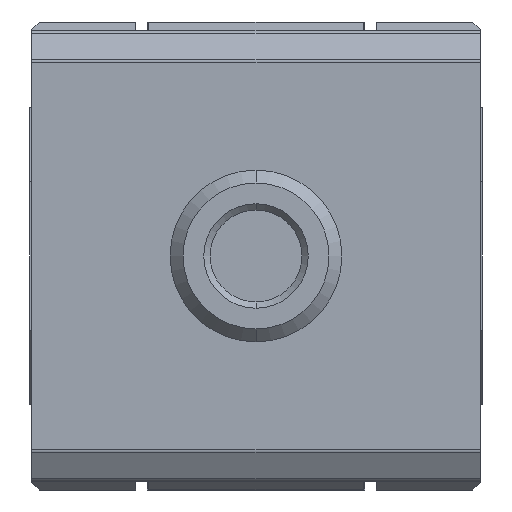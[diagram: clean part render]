
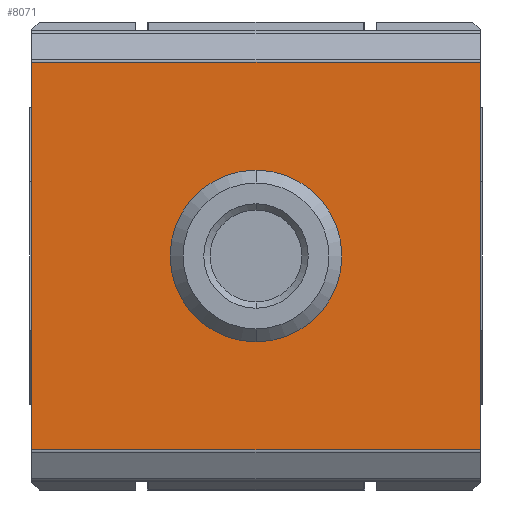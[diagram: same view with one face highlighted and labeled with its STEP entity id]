
A CAD part, front view. The second image highlights one B-rep face of the part: STEP entity #8071.
In plain terms, the highlighted planar face has unit normal (0, -1, 0).
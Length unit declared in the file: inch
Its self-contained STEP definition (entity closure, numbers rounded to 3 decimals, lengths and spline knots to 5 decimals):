
#1084 = CARTESIAN_POINT ( 'NONE',  ( -0.82283, -1.00787, 0.80315 ) ) ;
#2983 = ORIENTED_EDGE ( 'NONE', *, *, #2991, .F. ) ;
#2991 = EDGE_CURVE ( 'NONE', #24290, #35142, #26623, .T. ) ;
#3421 = DIRECTION ( 'NONE',  ( 0., 0., -1. ) ) ;
#3770 = DIRECTION ( 'NONE',  ( 0., 0., -1. ) ) ;
#3888 = CARTESIAN_POINT ( 'NONE',  ( 0.82283, -1.00787, 0.71021 ) ) ;
#3939 = DIRECTION ( 'NONE',  ( -1., 0., 0. ) ) ;
#4592 = EDGE_CURVE ( 'NONE', #13032, #10173, #35887, .T. ) ;
#5700 = AXIS2_PLACEMENT_3D ( 'NONE', #3888, #9696, #13196 ) ;
#5853 = EDGE_CURVE ( 'NONE', #24290, #30953, #7691, .T. ) ;
#6353 = CARTESIAN_POINT ( 'NONE',  ( 0.82283, -1.00787, 0.80315 ) ) ;
#7685 = EDGE_LOOP ( 'NONE', ( #26199, #37327 ) ) ;
#7691 = LINE ( 'NONE', #1084, #27990 ) ;
#8071 = ADVANCED_FACE ( 'NONE', ( #19220, #12801 ), #25229, .F. ) ;
#8590 = VECTOR ( 'NONE', #3421, 39.37008 ) ;
#9574 = CARTESIAN_POINT ( 'NONE',  ( 0., -1.00787, 0. ) ) ;
#9696 = DIRECTION ( 'NONE',  ( 0., 1., 0. ) ) ;
#9857 = EDGE_CURVE ( 'NONE', #10173, #13032, #32721, .T. ) ;
#10173 = VERTEX_POINT ( 'NONE', #18682 ) ;
#12035 = CARTESIAN_POINT ( 'NONE',  ( 0.82283, -1.00787, 0.71021 ) ) ;
#12801 = FACE_BOUND ( 'NONE', #7685, .T. ) ;
#13032 = VERTEX_POINT ( 'NONE', #34348 ) ;
#13196 = DIRECTION ( 'NONE',  ( 0., 0., 1. ) ) ;
#15049 = EDGE_CURVE ( 'NONE', #35142, #22119, #36243, .T. ) ;
#16653 = CARTESIAN_POINT ( 'NONE',  ( -0.82283, -1.00787, -0.71021 ) ) ;
#18682 = CARTESIAN_POINT ( 'NONE',  ( 0., -1.00787, 0.31496 ) ) ;
#19070 = AXIS2_PLACEMENT_3D ( 'NONE', #9574, #24926, #3770 ) ;
#19220 = FACE_OUTER_BOUND ( 'NONE', #37861, .T. ) ;
#20334 = ORIENTED_EDGE ( 'NONE', *, *, #5853, .T. ) ;
#21216 = EDGE_CURVE ( 'NONE', #22119, #30953, #33265, .T. ) ;
#22119 = VERTEX_POINT ( 'NONE', #34475 ) ;
#22372 = ORIENTED_EDGE ( 'NONE', *, *, #15049, .F. ) ;
#24290 = VERTEX_POINT ( 'NONE', #35566 ) ;
#24926 = DIRECTION ( 'NONE',  ( 0., -1., 0. ) ) ;
#25229 = PLANE ( 'NONE',  #5700 ) ;
#26199 = ORIENTED_EDGE ( 'NONE', *, *, #4592, .F. ) ;
#26623 = LINE ( 'NONE', #12035, #30281 ) ;
#27387 = DIRECTION ( 'NONE',  ( 1., 0., 0. ) ) ;
#27990 = VECTOR ( 'NONE', #31002, 39.37008 ) ;
#28022 = ORIENTED_EDGE ( 'NONE', *, *, #21216, .F. ) ;
#29230 = VECTOR ( 'NONE', #3939, 39.37008 ) ;
#30281 = VECTOR ( 'NONE', #27387, 39.37008 ) ;
#30555 = CARTESIAN_POINT ( 'NONE',  ( 0.82283, -1.00787, -0.71021 ) ) ;
#30953 = VERTEX_POINT ( 'NONE', #16653 ) ;
#31002 = DIRECTION ( 'NONE',  ( 0., 0., -1. ) ) ;
#31229 = CARTESIAN_POINT ( 'NONE',  ( 0.82283, -1.00787, 0.71021 ) ) ;
#31443 = DIRECTION ( 'NONE',  ( 0., 0., -1. ) ) ;
#32721 = CIRCLE ( 'NONE', #19070, 0.31496 ) ;
#33265 = LINE ( 'NONE', #30555, #29230 ) ;
#34348 = CARTESIAN_POINT ( 'NONE',  ( 0., -1.00787, -0.31496 ) ) ;
#34475 = CARTESIAN_POINT ( 'NONE',  ( 0.82283, -1.00787, -0.71021 ) ) ;
#34761 = CARTESIAN_POINT ( 'NONE',  ( 0., -1.00787, 0. ) ) ;
#35142 = VERTEX_POINT ( 'NONE', #31229 ) ;
#35566 = CARTESIAN_POINT ( 'NONE',  ( -0.82283, -1.00787, 0.71021 ) ) ;
#35887 = CIRCLE ( 'NONE', #38349, 0.31496 ) ;
#36243 = LINE ( 'NONE', #6353, #8590 ) ;
#37327 = ORIENTED_EDGE ( 'NONE', *, *, #9857, .F. ) ;
#37861 = EDGE_LOOP ( 'NONE', ( #28022, #22372, #2983, #20334 ) ) ;
#38221 = DIRECTION ( 'NONE',  ( 0., -1., 0. ) ) ;
#38349 = AXIS2_PLACEMENT_3D ( 'NONE', #34761, #38221, #31443 ) ;
